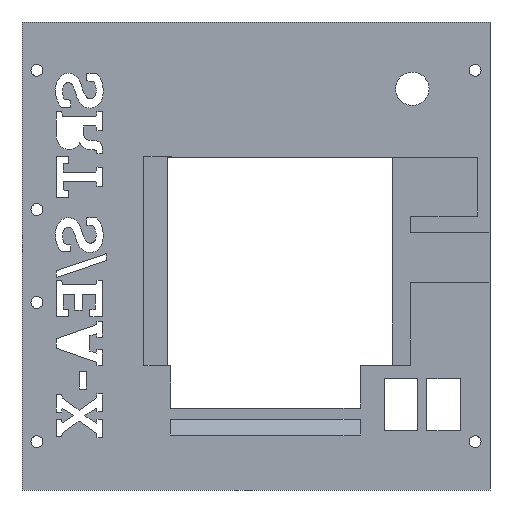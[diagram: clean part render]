
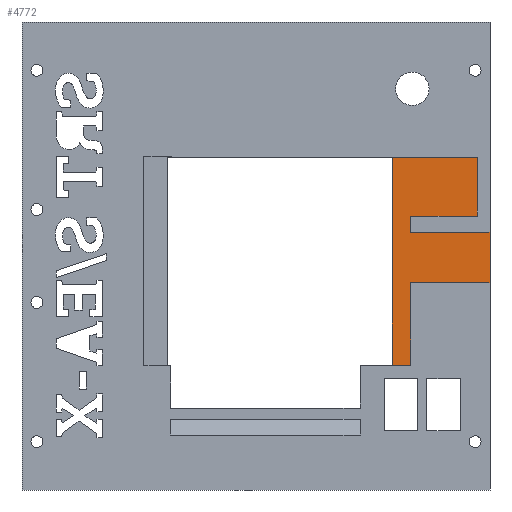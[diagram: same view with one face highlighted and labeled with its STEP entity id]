
A CAD part, front view. The second image highlights one B-rep face of the part: STEP entity #4772.
In plain terms, the highlighted planar face has unit normal (0, -1, 0).
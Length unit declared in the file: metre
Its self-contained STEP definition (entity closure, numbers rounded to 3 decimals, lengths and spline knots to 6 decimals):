
#916=ORIENTED_EDGE('',*,*,#2097,.F.);
#917=ORIENTED_EDGE('',*,*,#2118,.T.);
#918=ORIENTED_EDGE('',*,*,#2124,.T.);
#919=ORIENTED_EDGE('',*,*,#2171,.F.);
#920=ORIENTED_EDGE('',*,*,#2172,.T.);
#921=ORIENTED_EDGE('',*,*,#2090,.F.);
#922=ORIENTED_EDGE('',*,*,#2174,.F.);
#923=ORIENTED_EDGE('',*,*,#2176,.F.);
#924=ORIENTED_EDGE('',*,*,#2178,.T.);
#925=ORIENTED_EDGE('',*,*,#2179,.F.);
#2090=EDGE_CURVE('',#2792,#2793,#3135,.T.);
#2097=EDGE_CURVE('',#2794,#2795,#3142,.T.);
#2118=EDGE_CURVE('',#2794,#2806,#3161,.T.);
#2124=EDGE_CURVE('',#2806,#2807,#3167,.T.);
#2171=EDGE_CURVE('',#2828,#2807,#3200,.T.);
#2172=EDGE_CURVE('',#2828,#2793,#3201,.T.);
#2174=EDGE_CURVE('',#2829,#2792,#3203,.T.);
#2176=EDGE_CURVE('',#2830,#2829,#3205,.T.);
#2178=EDGE_CURVE('',#2830,#2831,#3207,.T.);
#2179=EDGE_CURVE('',#2795,#2831,#3208,.T.);
#2792=VERTEX_POINT('',#7308);
#2793=VERTEX_POINT('',#7310);
#2794=VERTEX_POINT('',#7318);
#2795=VERTEX_POINT('',#7320);
#2806=VERTEX_POINT('',#7363);
#2807=VERTEX_POINT('',#7371);
#2828=VERTEX_POINT('',#7479);
#2829=VERTEX_POINT('',#7485);
#2830=VERTEX_POINT('',#7489);
#2831=VERTEX_POINT('',#7493);
#3135=LINE('',#7309,#3678);
#3142=LINE('',#7319,#3685);
#3161=LINE('',#7362,#3704);
#3167=LINE('',#7372,#3710);
#3200=LINE('',#7480,#3743);
#3201=LINE('',#7482,#3744);
#3203=LINE('',#7486,#3746);
#3205=LINE('',#7490,#3748);
#3207=LINE('',#7494,#3750);
#3208=LINE('',#7496,#3751);
#3678=VECTOR('',#5538,1.);
#3685=VECTOR('',#5547,1.);
#3704=VECTOR('',#5592,1.);
#3710=VECTOR('',#5602,1.);
#3743=VECTOR('',#5729,1.);
#3744=VECTOR('',#5732,1.);
#3746=VECTOR('',#5736,1.);
#3748=VECTOR('',#5740,1.);
#3750=VECTOR('',#5744,1.);
#3751=VECTOR('',#5747,1.);
#4030=EDGE_LOOP('',(#916,#917,#918,#919,#920,#921,#922,#923,#924,#925));
#4341=FACE_BOUND('',#4030,.T.);
#4598=PLANE('',#5064);
#4772=ADVANCED_FACE('',(#4341),#4598,.T.);
#5064=AXIS2_PLACEMENT_3D('',#7497,#5748,#5749);
#5538=DIRECTION('',(0.,0.,-1.));
#5547=DIRECTION('',(1.,0.,0.));
#5592=DIRECTION('',(0.,0.,-1.));
#5602=DIRECTION('',(1.,0.,0.));
#5729=DIRECTION('',(0.,0.,-1.));
#5732=DIRECTION('',(1.,0.,0.));
#5736=DIRECTION('',(1.,0.,0.));
#5740=DIRECTION('',(0.,0.,-1.));
#5744=DIRECTION('',(1.,0.,0.));
#5747=DIRECTION('',(0.,0.,-1.));
#5748=DIRECTION('',(0.,-1.,0.));
#5749=DIRECTION('',(1.,0.,0.));
#7308=CARTESIAN_POINT('',(0.05049,0.0192,0.00775));
#7309=CARTESIAN_POINT('',(0.05049,0.0192,0.0014));
#7310=CARTESIAN_POINT('',(0.05049,0.0192,-0.00575));
#7318=CARTESIAN_POINT('',(0.02415,0.0192,0.028));
#7319=CARTESIAN_POINT('',(0.035625,0.0192,0.028));
#7320=CARTESIAN_POINT('',(0.0471,0.0192,0.028));
#7362=CARTESIAN_POINT('',(0.02415,0.0192,0.));
#7363=CARTESIAN_POINT('',(0.02415,0.0192,-0.028));
#7371=CARTESIAN_POINT('',(0.02914,0.0192,-0.028));
#7372=CARTESIAN_POINT('',(0.026645,0.0192,-0.028));
#7479=CARTESIAN_POINT('',(0.02914,0.0192,-0.00575));
#7480=CARTESIAN_POINT('',(0.02914,0.0192,-0.016875));
#7482=CARTESIAN_POINT('',(0.03812,0.0192,-0.00575));
#7485=CARTESIAN_POINT('',(0.02914,0.0192,0.00775));
#7486=CARTESIAN_POINT('',(0.03812,0.0192,0.00775));
#7489=CARTESIAN_POINT('',(0.02914,0.0192,0.01215));
#7490=CARTESIAN_POINT('',(0.02914,0.0192,0.00995));
#7493=CARTESIAN_POINT('',(0.0471,0.0192,0.01215));
#7494=CARTESIAN_POINT('',(0.03812,0.0192,0.01215));
#7496=CARTESIAN_POINT('',(0.0471,0.0192,0.020075));
#7497=CARTESIAN_POINT('',(-0.01251,0.0192,0.0014));
